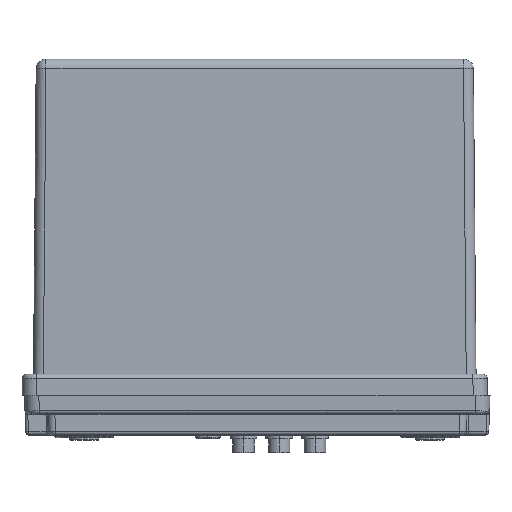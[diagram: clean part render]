
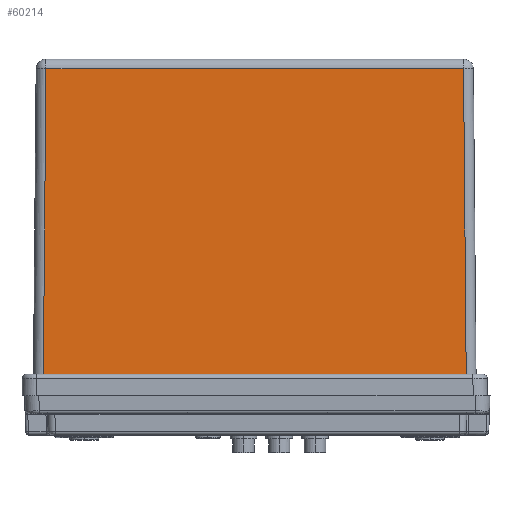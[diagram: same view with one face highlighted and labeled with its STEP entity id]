
A CAD part, left-side view. The second image highlights one B-rep face of the part: STEP entity #60214.
In plain terms, the highlighted face is planar.
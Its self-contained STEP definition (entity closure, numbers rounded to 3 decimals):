
#53619=CARTESIAN_POINT('',(118.095,77.095,12.));
#53624=DIRECTION('',(-1.,0.,0.));
#53625=VECTOR('',#53624,236.191);
#53626=CARTESIAN_POINT('',(118.095,77.095,12.));
#53627=LINE('',#53626,#53625);
#54338=DIRECTION('',(-0.009,-0.009,1.));
#54339=VECTOR('',#54338,170.561);
#54340=CARTESIAN_POINT('',(118.095,77.095,12.));
#54341=LINE('',#54340,#54339);
#54345=DIRECTION('',(-0.009,0.009,-1.));
#54346=VECTOR('',#54345,170.561);
#54347=CARTESIAN_POINT('',(-116.607,75.607,
182.548));
#54348=LINE('',#54347,#54346);
#54352=DIRECTION('',(1.,0.,0.));
#54353=VECTOR('',#54352,233.214);
#54354=CARTESIAN_POINT('',(-116.607,75.607,
182.548));
#54355=LINE('',#54354,#54353);
#58745=VERTEX_POINT('',#53619);
#58746=CARTESIAN_POINT('',(-118.095,77.095,12.));
#58747=VERTEX_POINT('',#58746);
#58882=CARTESIAN_POINT('',(116.607,75.607,182.548));
#58883=VERTEX_POINT('',#58882);
#58884=CARTESIAN_POINT('',(-116.607,75.607,
182.548));
#58885=VERTEX_POINT('',#58884);
#60201=CARTESIAN_POINT('',(294.826,75.574,186.328));
#60202=DIRECTION('',(0.,1.,0.009));
#60203=DIRECTION('',(0.,0.009,-1.));
#60204=AXIS2_PLACEMENT_3D('',#60201,#60202,#60203);
#60205=PLANE('',#60204);
#60206=ORIENTED_EDGE('',*,*,#59716,.F.);
#60207=ORIENTED_EDGE('',*,*,#60192,.T.);
#60209=ORIENTED_EDGE('',*,*,#60208,.F.);
#60211=ORIENTED_EDGE('',*,*,#60210,.T.);
#60212=EDGE_LOOP('',(#60206,#60207,#60209,#60211));
#60213=FACE_OUTER_BOUND('',#60212,.F.);
#60214=ADVANCED_FACE('',(#60213),#60205,.T.);
#59716=EDGE_CURVE('',#58745,#58747,#53627,.T.);
#60192=EDGE_CURVE('',#58745,#58883,#54341,.T.);
#60208=EDGE_CURVE('',#58885,#58883,#54355,.T.);
#60210=EDGE_CURVE('',#58885,#58747,#54348,.T.);
